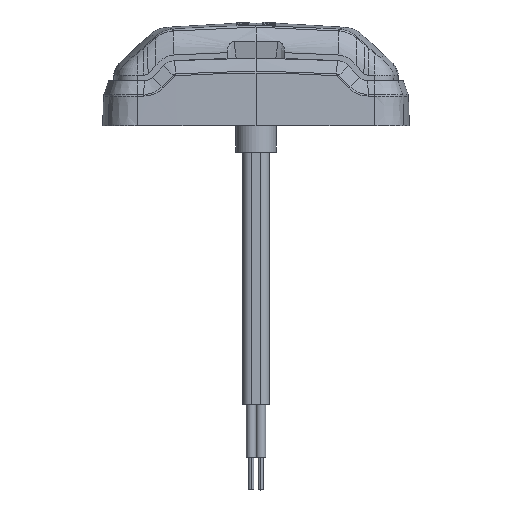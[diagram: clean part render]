
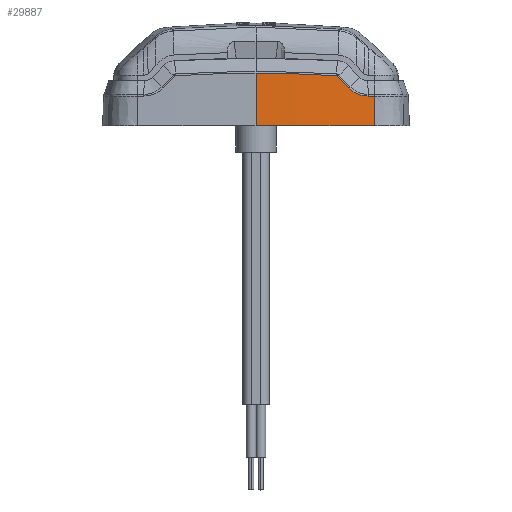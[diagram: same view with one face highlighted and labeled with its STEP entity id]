
A CAD part, front view. The second image highlights one B-rep face of the part: STEP entity #29887.
In plain terms, the highlighted conical face has half-angle 2 degrees and reference radius 851.86 mm.
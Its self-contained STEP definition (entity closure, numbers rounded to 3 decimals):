
#65 = CARTESIAN_POINT ( 'NONE',  ( 0., 838.448, 0. ) ) ;
#222 = DIRECTION ( 'NONE',  ( 0., 0., -1. ) ) ;
#331 = CARTESIAN_POINT ( 'NONE',  ( 18.401, -13.12, 6.277 ) ) ;
#372 = CARTESIAN_POINT ( 'NONE',  ( 22.179, -13.249, 0. ) ) ;
#617 = CARTESIAN_POINT ( 'NONE',  ( 15.133, -13.076, 9.364 ) ) ;
#1058 = B_SPLINE_CURVE_WITH_KNOTS ( 'NONE', 3,
 ( #10243, #8120, #12847, #22786, #17876, #20178, #20497, #23259, #30110, #331, #20818, #15617, #27832, #13321 ),
 .UNSPECIFIED., .F., .F.,
 ( 4, 2, 2, 2, 2, 2, 4 ),
 ( 0., 0.125, 0.25, 0.5, 0.625, 0.75, 1. ),
 .UNSPECIFIED. ) ;
#1228 = CARTESIAN_POINT ( 'NONE',  ( 0., -13.309, 6.555 ) ) ;
#1483 = AXIS2_PLACEMENT_3D ( 'NONE', #24340, #29386, #23695 ) ;
#1858 = CARTESIAN_POINT ( 'NONE',  ( 15.962, -13.09, 8.547 ) ) ;
#2142 = ORIENTED_EDGE ( 'NONE', *, *, #27876, .T. ) ;
#2182 = CARTESIAN_POINT ( 'NONE',  ( 15.269, -13.077, 9.266 ) ) ;
#3144 = CARTESIAN_POINT ( 'NONE',  ( 22.175, -13.119, 3.716 ) ) ;
#3515 = EDGE_LOOP ( 'NONE', ( #7572, #20254, #27677, #2142, #21400, #17055, #26028, #25489 ) ) ;
#5861 = CARTESIAN_POINT ( 'NONE',  ( 15.049, -13.082, 9.369 ) ) ;
#6512 = B_SPLINE_CURVE_WITH_KNOTS ( 'NONE', 3,
 ( #5861, #30456, #8776, #20840 ),
 .UNSPECIFIED., .F., .F.,
 ( 4, 4 ),
 ( 0., 1. ),
 .UNSPECIFIED. ) ;
#7305 = EDGE_CURVE ( 'NONE', #13195, #25860, #27790, .T. ) ;
#7572 = ORIENTED_EDGE ( 'NONE', *, *, #29709, .F. ) ;
#7797 = EDGE_CURVE ( 'NONE', #28614, #9570, #6512, .T. ) ;
#7932 = CARTESIAN_POINT ( 'NONE',  ( 15.211, -13.076, 9.327 ) ) ;
#8120 = CARTESIAN_POINT ( 'NONE',  ( 20.788, -13.09, 5.575 ) ) ;
#8411 = CARTESIAN_POINT ( 'NONE',  ( 15.269, -13.077, 9.266 ) ) ;
#8430 = B_SPLINE_CURVE_WITH_KNOTS ( 'NONE', 3,
 ( #16191, #1228, #28579, #14067 ),
 .UNSPECIFIED., .F., .F.,
 ( 4, 4 ),
 ( 0., 1. ),
 .UNSPECIFIED. ) ;
#8776 = CARTESIAN_POINT ( 'NONE',  ( 5.02, -13.195, 9.833 ) ) ;
#9570 = VERTEX_POINT ( 'NONE', #31536 ) ;
#9931 = CARTESIAN_POINT ( 'NONE',  ( 15.269, -13.077, 9.266 ) ) ;
#10243 = CARTESIAN_POINT ( 'NONE',  ( 20.955, -13.085, 5.575 ) ) ;
#10286 = CARTESIAN_POINT ( 'NONE',  ( 22.173, -13.055, 5.575 ) ) ;
#10360 = AXIS2_PLACEMENT_3D ( 'NONE', #25115, #222, #22678 ) ;
#11996 = EDGE_CURVE ( 'NONE', #31683, #28877, #18083, .T. ) ;
#12847 = CARTESIAN_POINT ( 'NONE',  ( 20.621, -13.093, 5.584 ) ) ;
#12910 = CARTESIAN_POINT ( 'NONE',  ( 22.179, -13.249, 0. ) ) ;
#12916 = CIRCLE ( 'NONE', #1483, 851.791 ) ;
#13195 = VERTEX_POINT ( 'NONE', #14895 ) ;
#13321 = CARTESIAN_POINT ( 'NONE',  ( 17.348, -13.113, 7.109 ) ) ;
#14067 = CARTESIAN_POINT ( 'NONE',  ( 0., -13.538, 0. ) ) ;
#14543 = DIRECTION ( 'NONE',  ( 0., 0., -1. ) ) ;
#14895 = CARTESIAN_POINT ( 'NONE',  ( 17.348, -13.113, 7.109 ) ) ;
#15617 = CARTESIAN_POINT ( 'NONE',  ( 17.84, -13.119, 6.65 ) ) ;
#16078 = AXIS2_PLACEMENT_3D ( 'NONE', #65, #14543, #16652 ) ;
#16191 = CARTESIAN_POINT ( 'NONE',  ( 0., -13.195, 9.833 ) ) ;
#16499 = CARTESIAN_POINT ( 'NONE',  ( 20.955, -13.085, 5.575 ) ) ;
#16652 = DIRECTION ( 'NONE',  ( 1., 0., 0. ) ) ;
#17055 = ORIENTED_EDGE ( 'NONE', *, *, #30477, .T. ) ;
#17266 = B_SPLINE_CURVE_WITH_KNOTS ( 'NONE', 3,
 ( #8411, #7932, #617, #30879 ),
 .UNSPECIFIED., .F., .F.,
 ( 4, 4 ),
 ( 0., 1. ),
 .UNSPECIFIED. ) ;
#17302 = EDGE_CURVE ( 'NONE', #28877, #27486, #12916, .T. ) ;
#17619 = FACE_OUTER_BOUND ( 'NONE', #3515, .T. ) ;
#17876 = CARTESIAN_POINT ( 'NONE',  ( 20.121, -13.103, 5.645 ) ) ;
#18083 = B_SPLINE_CURVE_WITH_KNOTS ( 'NONE', 3,
 ( #372, #25422, #3144, #10286 ),
 .UNSPECIFIED., .F., .F.,
 ( 4, 4 ),
 ( 0., 1. ),
 .UNSPECIFIED. ) ;
#19098 = CARTESIAN_POINT ( 'NONE',  ( 16.655, -13.102, 7.828 ) ) ;
#19206 = CIRCLE ( 'NONE', #16078, 851.986 ) ;
#20178 = CARTESIAN_POINT ( 'NONE',  ( 19.629, -13.111, 5.747 ) ) ;
#20252 = CONICAL_SURFACE ( 'NONE', #10360, 851.86, 0.035 ) ;
#20254 = ORIENTED_EDGE ( 'NONE', *, *, #11996, .T. ) ;
#20497 = CARTESIAN_POINT ( 'NONE',  ( 19.31, -13.115, 5.846 ) ) ;
#20818 = CARTESIAN_POINT ( 'NONE',  ( 18.26, -13.12, 6.363 ) ) ;
#20840 = CARTESIAN_POINT ( 'NONE',  ( 0., -13.195, 9.833 ) ) ;
#21400 = ORIENTED_EDGE ( 'NONE', *, *, #7305, .T. ) ;
#22678 = DIRECTION ( 'NONE',  ( 1., 0., 0. ) ) ;
#22786 = CARTESIAN_POINT ( 'NONE',  ( 20.288, -13.1, 5.619 ) ) ;
#23259 = CARTESIAN_POINT ( 'NONE',  ( 18.846, -13.118, 6.044 ) ) ;
#23695 = DIRECTION ( 'NONE',  ( -1., 0., 0. ) ) ;
#24314 = CARTESIAN_POINT ( 'NONE',  ( 17.348, -13.113, 7.109 ) ) ;
#24340 = CARTESIAN_POINT ( 'NONE',  ( 0., 838.448, 5.575 ) ) ;
#24543 = CARTESIAN_POINT ( 'NONE',  ( 15.049, -13.082, 9.369 ) ) ;
#25115 = CARTESIAN_POINT ( 'NONE',  ( 0., 838.448, 3.602 ) ) ;
#25422 = CARTESIAN_POINT ( 'NONE',  ( 22.177, -13.184, 1.858 ) ) ;
#25489 = ORIENTED_EDGE ( 'NONE', *, *, #27366, .T. ) ;
#25860 = VERTEX_POINT ( 'NONE', #9931 ) ;
#26028 = ORIENTED_EDGE ( 'NONE', *, *, #7797, .T. ) ;
#26840 = VERTEX_POINT ( 'NONE', #28803 ) ;
#27366 = EDGE_CURVE ( 'NONE', #9570, #26840, #8430, .T. ) ;
#27486 = VERTEX_POINT ( 'NONE', #16499 ) ;
#27677 = ORIENTED_EDGE ( 'NONE', *, *, #17302, .T. ) ;
#27790 = B_SPLINE_CURVE_WITH_KNOTS ( 'NONE', 3,
 ( #24314, #19098, #1858, #2182 ),
 .UNSPECIFIED., .F., .F.,
 ( 4, 4 ),
 ( 0., 1. ),
 .UNSPECIFIED. ) ;
#27832 = CARTESIAN_POINT ( 'NONE',  ( 17.582, -13.117, 6.867 ) ) ;
#27876 = EDGE_CURVE ( 'NONE', #27486, #13195, #1058, .T. ) ;
#28579 = CARTESIAN_POINT ( 'NONE',  ( 0., -13.423, 3.278 ) ) ;
#28614 = VERTEX_POINT ( 'NONE', #24543 ) ;
#28803 = CARTESIAN_POINT ( 'NONE',  ( 0., -13.538, 0. ) ) ;
#28877 = VERTEX_POINT ( 'NONE', #31593 ) ;
#29386 = DIRECTION ( 'NONE',  ( 0., 0., -1. ) ) ;
#29709 = EDGE_CURVE ( 'NONE', #31683, #26840, #19206, .T. ) ;
#29887 = ADVANCED_FACE ( 'NONE', ( #17619 ), #20252, .T. ) ;
#30110 = CARTESIAN_POINT ( 'NONE',  ( 18.695, -13.119, 6.117 ) ) ;
#30456 = CARTESIAN_POINT ( 'NONE',  ( 10.037, -13.156, 9.679 ) ) ;
#30477 = EDGE_CURVE ( 'NONE', #25860, #28614, #17266, .T. ) ;
#30879 = CARTESIAN_POINT ( 'NONE',  ( 15.049, -13.082, 9.369 ) ) ;
#31536 = CARTESIAN_POINT ( 'NONE',  ( 0., -13.195, 9.833 ) ) ;
#31593 = CARTESIAN_POINT ( 'NONE',  ( 22.173, -13.055, 5.575 ) ) ;
#31683 = VERTEX_POINT ( 'NONE', #12910 ) ;
